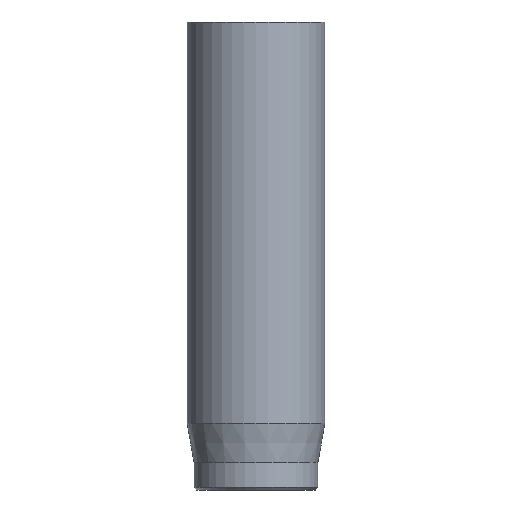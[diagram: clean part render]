
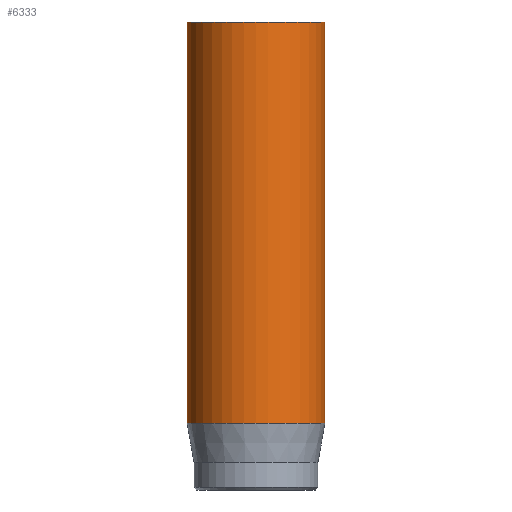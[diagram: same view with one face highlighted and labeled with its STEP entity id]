
A CAD part, front view. The second image highlights one B-rep face of the part: STEP entity #6333.
In plain terms, the highlighted cylindrical face has radius 2.5 mm (diameter 5 mm), a full revolution.
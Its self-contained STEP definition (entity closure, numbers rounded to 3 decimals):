
#41=CYLINDRICAL_SURFACE('',#6585,2.5);
#59=CIRCLE('',#6552,2.5);
#75=CIRCLE('',#6583,2.5);
#76=CIRCLE('',#6584,2.5);
#526=FACE_OUTER_BOUND('',#898,.T.);
#898=EDGE_LOOP('',(#5495,#5496,#5497,#5498,#5499));
#1368=LINE('',#11510,#1851);
#1851=VECTOR('',#7290,2.5);
#2861=VERTEX_POINT('',#11449);
#2877=VERTEX_POINT('',#11504);
#2878=VERTEX_POINT('',#11505);
#3745=EDGE_CURVE('',#2861,#2861,#59,.T.);
#3769=EDGE_CURVE('',#2877,#2878,#75,.T.);
#3770=EDGE_CURVE('',#2878,#2877,#76,.T.);
#3772=EDGE_CURVE('',#2861,#2877,#1368,.T.);
#5495=ORIENTED_EDGE('',*,*,#3745,.T.);
#5496=ORIENTED_EDGE('',*,*,#3772,.T.);
#5497=ORIENTED_EDGE('',*,*,#3769,.T.);
#5498=ORIENTED_EDGE('',*,*,#3770,.T.);
#5499=ORIENTED_EDGE('',*,*,#3772,.F.);
#6333=ADVANCED_FACE('',(#526),#41,.T.);
#6552=AXIS2_PLACEMENT_3D('',#11450,#7213,#7214);
#6583=AXIS2_PLACEMENT_3D('',#11506,#7283,#7284);
#6584=AXIS2_PLACEMENT_3D('',#11507,#7285,#7286);
#6585=AXIS2_PLACEMENT_3D('',#11509,#7288,#7289);
#7213=DIRECTION('center_axis',(0.,0.,-1.));
#7214=DIRECTION('ref_axis',(-1.,0.,0.));
#7283=DIRECTION('center_axis',(0.,0.,1.));
#7284=DIRECTION('ref_axis',(-1.,0.,0.));
#7285=DIRECTION('center_axis',(0.,0.,1.));
#7286=DIRECTION('ref_axis',(-1.,0.,0.));
#7288=DIRECTION('center_axis',(0.,0.,1.));
#7289=DIRECTION('ref_axis',(-1.,0.,0.));
#7290=DIRECTION('',(0.,0.,-1.));
#11449=CARTESIAN_POINT('',(2.5,0.,17.));
#11450=CARTESIAN_POINT('Origin',(0.,0.,17.));
#11504=CARTESIAN_POINT('',(2.5,0.,2.418));
#11505=CARTESIAN_POINT('',(-2.5,0.,2.418));
#11506=CARTESIAN_POINT('Origin',(0.,0.,2.418));
#11507=CARTESIAN_POINT('Origin',(0.,0.,2.418));
#11509=CARTESIAN_POINT('Origin',(0.,0.,0.));
#11510=CARTESIAN_POINT('',(2.5,0.,0.));
